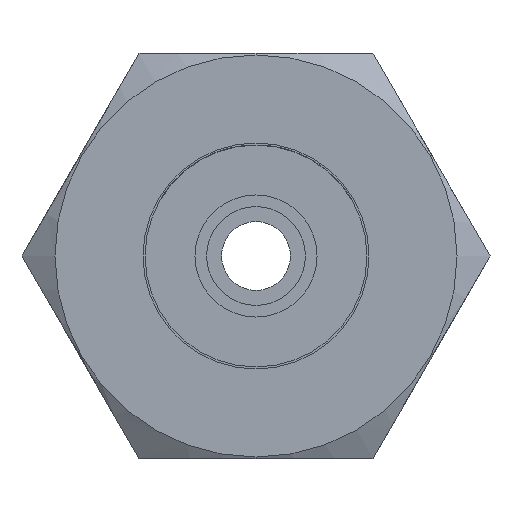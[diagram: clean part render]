
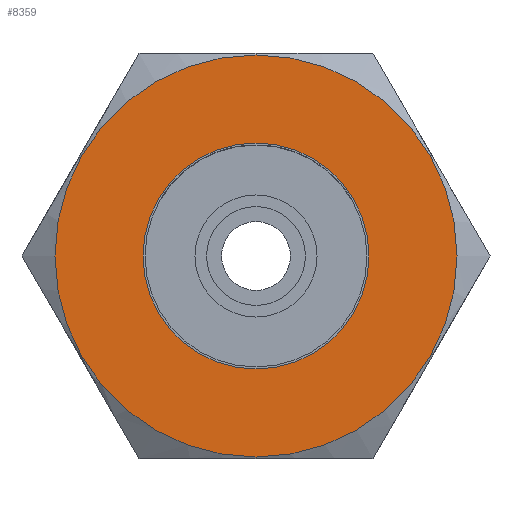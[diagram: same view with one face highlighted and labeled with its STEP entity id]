
A CAD part, left-side view. The second image highlights one B-rep face of the part: STEP entity #8359.
In plain terms, the highlighted planar face has unit normal (-1, 0, 0).
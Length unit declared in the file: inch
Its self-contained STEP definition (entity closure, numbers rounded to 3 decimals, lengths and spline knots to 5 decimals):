
#1938 = FACE_OUTER_BOUND ( 'NONE', #2063, .T. ) ;
#2063 = EDGE_LOOP ( 'NONE', ( #33222, #32248 ) ) ;
#2075 = AXIS2_PLACEMENT_3D ( 'NONE', #30747, #17853, #20401 ) ;
#2200 = DIRECTION ( 'NONE',  ( 1., 0., 0. ) ) ;
#4808 = EDGE_CURVE ( 'NONE', #17716, #13590, #19281, .T. ) ;
#5393 = DIRECTION ( 'NONE',  ( 0., 0., -1. ) ) ;
#6862 = CIRCLE ( 'NONE', #22812, 0.62 ) ;
#7449 = AXIS2_PLACEMENT_3D ( 'NONE', #21361, #24381, #9021 ) ;
#8256 = CARTESIAN_POINT ( 'NONE',  ( -1.13, 0., 0.62 ) ) ;
#8359 = ADVANCED_FACE ( 'NONE', ( #8778, #1938 ), #25128, .T. ) ;
#8778 = FACE_BOUND ( 'NONE', #23858, .T. ) ;
#9021 = DIRECTION ( 'NONE',  ( 0., 0., -1. ) ) ;
#10024 = CIRCLE ( 'NONE', #14204, 0.62 ) ;
#10296 = CARTESIAN_POINT ( 'NONE',  ( -1.13, 0., -0.3485 ) ) ;
#10408 = DIRECTION ( 'NONE',  ( 1., 0., 0. ) ) ;
#11612 = DIRECTION ( 'NONE',  ( 0., 0., -1. ) ) ;
#12312 = EDGE_CURVE ( 'NONE', #13590, #17716, #18610, .T. ) ;
#13590 = VERTEX_POINT ( 'NONE', #19015 ) ;
#14204 = AXIS2_PLACEMENT_3D ( 'NONE', #25798, #10408, #5393 ) ;
#14670 = VERTEX_POINT ( 'NONE', #8256 ) ;
#16595 = EDGE_CURVE ( 'NONE', #14670, #23019, #6862, .T. ) ;
#16795 = CARTESIAN_POINT ( 'NONE',  ( -1.13, 0., 0. ) ) ;
#17716 = VERTEX_POINT ( 'NONE', #10296 ) ;
#17785 = EDGE_CURVE ( 'NONE', #23019, #14670, #10024, .T. ) ;
#17853 = DIRECTION ( 'NONE',  ( -1., 0., 0. ) ) ;
#18610 = CIRCLE ( 'NONE', #30116, 0.3485 ) ;
#19015 = CARTESIAN_POINT ( 'NONE',  ( -1.13, 0., 0.3485 ) ) ;
#19281 = CIRCLE ( 'NONE', #7449, 0.3485 ) ;
#19811 = DIRECTION ( 'NONE',  ( 0., 0., -1. ) ) ;
#20401 = DIRECTION ( 'NONE',  ( 0., 0., 1. ) ) ;
#21361 = CARTESIAN_POINT ( 'NONE',  ( -1.13, 0., 0. ) ) ;
#21814 = ORIENTED_EDGE ( 'NONE', *, *, #12312, .T. ) ;
#22812 = AXIS2_PLACEMENT_3D ( 'NONE', #16795, #29380, #11612 ) ;
#23019 = VERTEX_POINT ( 'NONE', #29966 ) ;
#23858 = EDGE_LOOP ( 'NONE', ( #24079, #21814 ) ) ;
#24079 = ORIENTED_EDGE ( 'NONE', *, *, #4808, .T. ) ;
#24381 = DIRECTION ( 'NONE',  ( 1., 0., 0. ) ) ;
#25128 = PLANE ( 'NONE',  #2075 ) ;
#25798 = CARTESIAN_POINT ( 'NONE',  ( -1.13, 0., 0. ) ) ;
#29380 = DIRECTION ( 'NONE',  ( 1., 0., 0. ) ) ;
#29966 = CARTESIAN_POINT ( 'NONE',  ( -1.13, 0., -0.62 ) ) ;
#30116 = AXIS2_PLACEMENT_3D ( 'NONE', #32707, #2200, #19811 ) ;
#30747 = CARTESIAN_POINT ( 'NONE',  ( -1.13, 0.3485, 0. ) ) ;
#32248 = ORIENTED_EDGE ( 'NONE', *, *, #16595, .F. ) ;
#32707 = CARTESIAN_POINT ( 'NONE',  ( -1.13, 0., 0. ) ) ;
#33222 = ORIENTED_EDGE ( 'NONE', *, *, #17785, .F. ) ;
